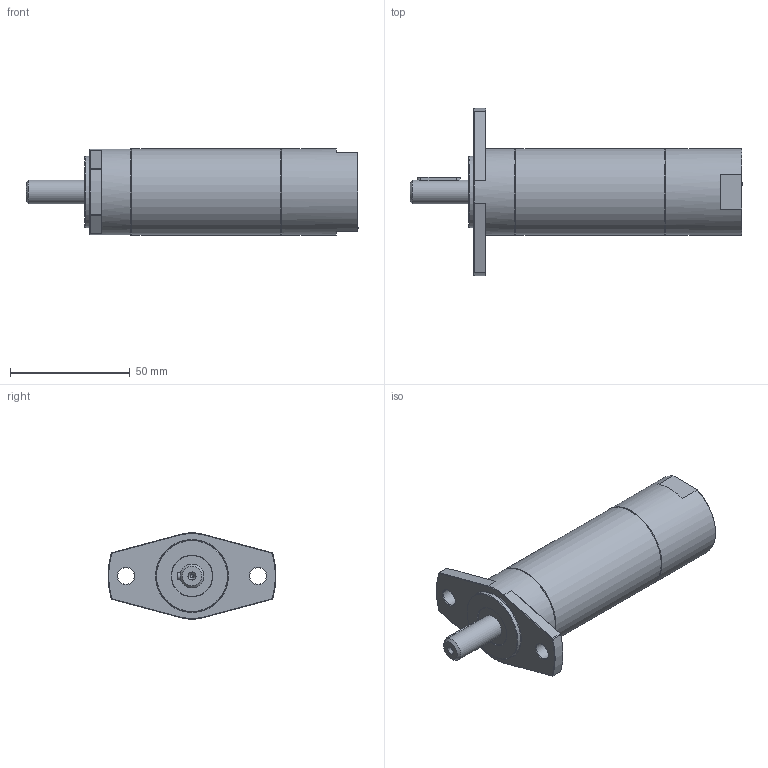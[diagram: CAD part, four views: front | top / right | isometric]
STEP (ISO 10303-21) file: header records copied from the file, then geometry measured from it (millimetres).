
FILE_DESCRIPTION((''),'2;1');
FILE_NAME('MUD 16-650 F55_60017717.stp','2013-07-08T15:02:07',('tpeskos'),(''),'Autodesk Inventor 2013','Autodesk Inventor 2013','');
FILE_SCHEMA(('AUTOMOTIVE_DESIGN { 1 0 10303 214 1 1 1 1 }'));
Length unit declared in the file: millimetre
Products named in the file (1): stp-Dummy MUD 25-6500-1400-1050-650 Flansch 114mm
Bounding box: 138.5 x 70 x 36 mm (x, y, z)
Volume: 118702.7 mm3; surface area: 18906.9 mm2
Topology: 1 solids, 1 shells, 149 faces, 365 edges, 227 vertices
Faces by surface type: plane 97, cone 29, cylinder 16, bspline 7
Full cylindrical faces by diameter (mm): 1.6 x1, 7 x2, 8.566 x2, 10 x1, 11.445 x1, 17 x1, 30 x1, 36 x3
Entity records: 4249 total; most frequent: CARTESIAN_POINT 934, ORIENTED_EDGE 654, DIRECTION 642, EDGE_CURVE 327, VECTOR 230, LINE 230, VERTEX_POINT 221, AXIS2_PLACEMENT_3D 206
